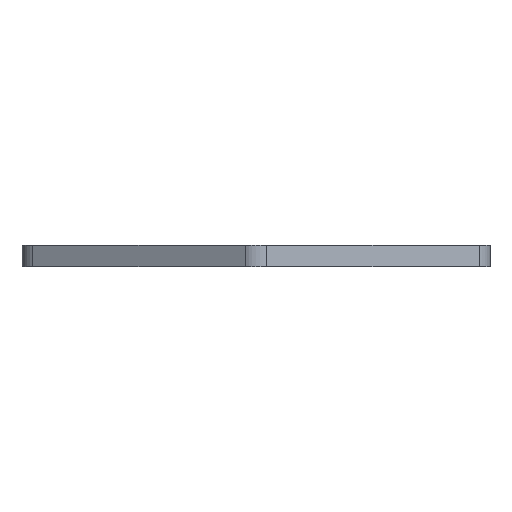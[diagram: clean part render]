
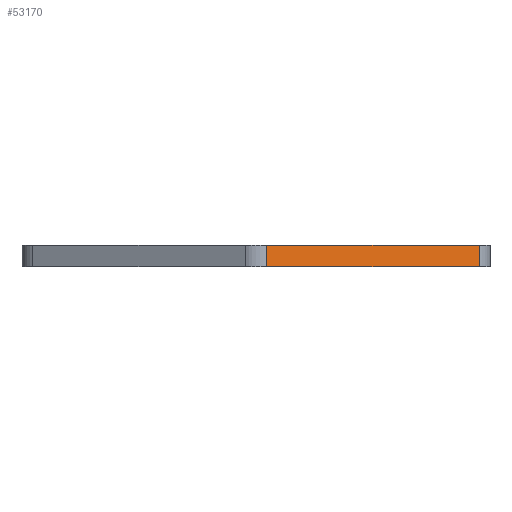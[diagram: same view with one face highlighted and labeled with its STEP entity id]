
A CAD part, left-side view. The second image highlights one B-rep face of the part: STEP entity #53170.
In plain terms, the highlighted planar face has unit normal (-0.866, -0.5, 0).
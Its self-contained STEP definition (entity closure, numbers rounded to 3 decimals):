
#13320=CARTESIAN_POINT('',(-0.253,23.928,5.828));
#13330=VERTEX_POINT('',#13320);
#13360=CARTESIAN_POINT('',(-35.16,84.388,5.828));
#13370=DIRECTION('',(0.5,-0.866,
0.));
#13380=VECTOR('',#13370,1.);
#13390=LINE('',#13360,#13380);
#13400=CARTESIAN_POINT('',(-35.838,85.564,5.828));
#13410=VERTEX_POINT('',#13400);
#13420=EDGE_CURVE('',#13410,#13330,#13390,.T.);
#26600=CARTESIAN_POINT('',(-35.838,85.564,
-0.522));
#26610=VERTEX_POINT('',#26600);
#26640=CARTESIAN_POINT('',(-35.16,84.388,-0.522));
#26650=DIRECTION('',(0.5,-0.866,
0.));
#26660=VECTOR('',#26650,1.);
#26670=LINE('',#26640,#26660);
#26680=CARTESIAN_POINT('',(-0.253,23.928,
-0.522));
#26690=VERTEX_POINT('',#26680);
#26700=EDGE_CURVE('',#26610,#26690,#26670,.T.);
#52910=CARTESIAN_POINT('',(-0.253,23.928,5.828));
#52920=DIRECTION('',(0.,0.,-1.));
#52930=VECTOR('',#52920,1.);
#52940=LINE('',#52910,#52930);
#52950=EDGE_CURVE('',#13330,#26690,#52940,.T.);
#53010=CARTESIAN_POINT('',(-35.912,85.691,5.828));
#53020=DIRECTION('',(-0.866,-0.5,
0.));
#53030=DIRECTION('',(-0.5,0.866,
0.));
#53040=AXIS2_PLACEMENT_3D('',#53010,#53020,#53030);
#53050=PLANE('',#53040);
#53060=ORIENTED_EDGE('',*,*,#52950,.F.);
#53070=ORIENTED_EDGE('',*,*,#26700,.T.);
#53080=CARTESIAN_POINT('',(-35.838,85.564,5.828));
#53090=DIRECTION('',(0.,0.,-1.));
#53100=VECTOR('',#53090,1.);
#53110=LINE('',#53080,#53100);
#53120=EDGE_CURVE('',#13410,#26610,#53110,.T.);
#53130=ORIENTED_EDGE('',*,*,#53120,.T.);
#53140=ORIENTED_EDGE('',*,*,#13420,.F.);
#53150=EDGE_LOOP('',(#53140,#53130,#53070,#53060));
#53160=FACE_OUTER_BOUND('',#53150,.T.);
#53170=ADVANCED_FACE('',(#53160),#53050,.T.);
